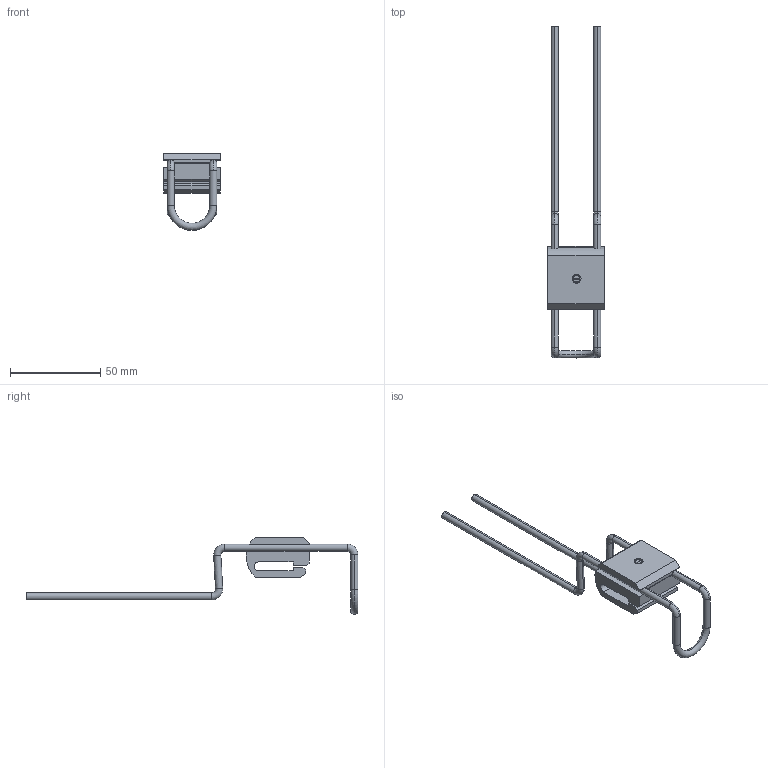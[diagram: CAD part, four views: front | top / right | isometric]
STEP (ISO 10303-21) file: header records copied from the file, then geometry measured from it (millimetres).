
FILE_DESCRIPTION (( 'STEP AP214' ), '1' );
FILE_NAME ('Rexnord-S0336-60574N.STEP', '2023-08-01T13:15:38', ( '' ), ( '' ), 'SwSTEP 2.0', 'SolidWorks 2022', '' );
FILE_SCHEMA (( 'AUTOMOTIVE_DESIGN' ));
Length unit declared in the file: millimetre
Products named in the file (5): Rexnord-S0336-60574N; Rexnord-S0336-60574N_guide1; Rexnord-S0336-60574N_bend rod; Rexnord-S0336-60574N_M2x6; Rexnord-S0336-60574N_guide
Assembly tree (4 placements, depth 2):
  Rexnord-S0336-60574N
    Rexnord-S0336-60574N_guide
    Rexnord-S0336-60574N_guide1
    Rexnord-S0336-60574N_bend rod
    Rexnord-S0336-60574N_M2x6
Bounding box: 31.5 x 184 x 42.59 mm (x, y, z)
Volume: 23278.5 mm3; surface area: 14651.3 mm2
Topology: 4 solids, 4 shells, 92 faces, 215 edges, 134 vertices
Faces by surface type: plane 36, cylinder 34, torus 14, cone 6, bspline 2
Entity records: 2963 total; most frequent: CARTESIAN_POINT 610, DIRECTION 493, ORIENTED_EDGE 430, EDGE_CURVE 215, AXIS2_PLACEMENT_3D 193, VERTEX_POINT 134, LINE 107, VECTOR 107
